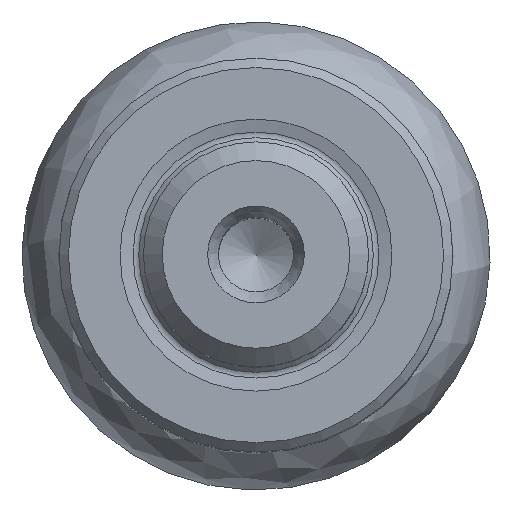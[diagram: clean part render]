
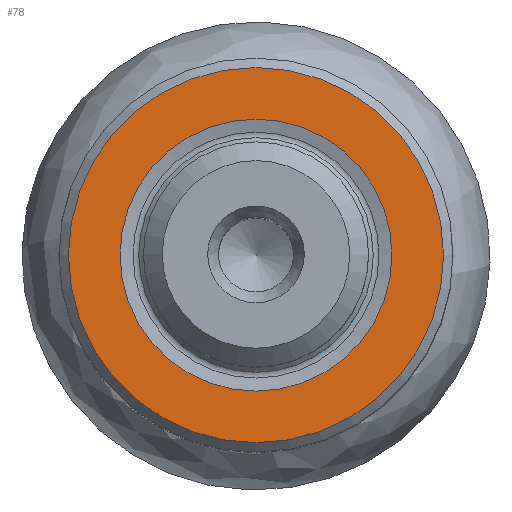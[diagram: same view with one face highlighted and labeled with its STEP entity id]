
A CAD part, top view. The second image highlights one B-rep face of the part: STEP entity #78.
In plain terms, the highlighted planar face has unit normal (0, 0, 1).
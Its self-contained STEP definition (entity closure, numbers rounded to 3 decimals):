
#78=ADVANCED_FACE('',(#105,#106),#102,.T.);
#102=PLANE('',#310);
#105=FACE_BOUND('',#150,.T.);
#106=FACE_BOUND('',#151,.T.);
#150=EDGE_LOOP('',(#194));
#151=EDGE_LOOP('',(#195));
#194=ORIENTED_EDGE('',*,*,#262,.T.);
#195=ORIENTED_EDGE('',*,*,#263,.T.);
#238=VERTEX_POINT('',#451);
#239=VERTEX_POINT('',#453);
#262=EDGE_CURVE('',#238,#238,#284,.T.);
#263=EDGE_CURVE('',#239,#239,#285,.T.);
#284=CIRCLE('',#308,10.);
#285=CIRCLE('',#309,7.249);
#308=AXIS2_PLACEMENT_3D('',#450,#356,#357);
#309=AXIS2_PLACEMENT_3D('',#452,#358,#359);
#310=AXIS2_PLACEMENT_3D('',#454,#360,#361);
#356=DIRECTION('',(0.,0.,1.));
#357=DIRECTION('',(1.,0.,0.));
#358=DIRECTION('',(0.,0.,-1.));
#359=DIRECTION('',(-1.,0.,0.));
#360=DIRECTION('',(0.,0.,1.));
#361=DIRECTION('',(1.,0.,0.));
#450=CARTESIAN_POINT('',(0.,0.,0.));
#451=CARTESIAN_POINT('',(10.,0.,0.));
#452=CARTESIAN_POINT('',(0.,0.,0.));
#453=CARTESIAN_POINT('',(-7.249,0.,0.));
#454=CARTESIAN_POINT('',(0.,0.,0.));
